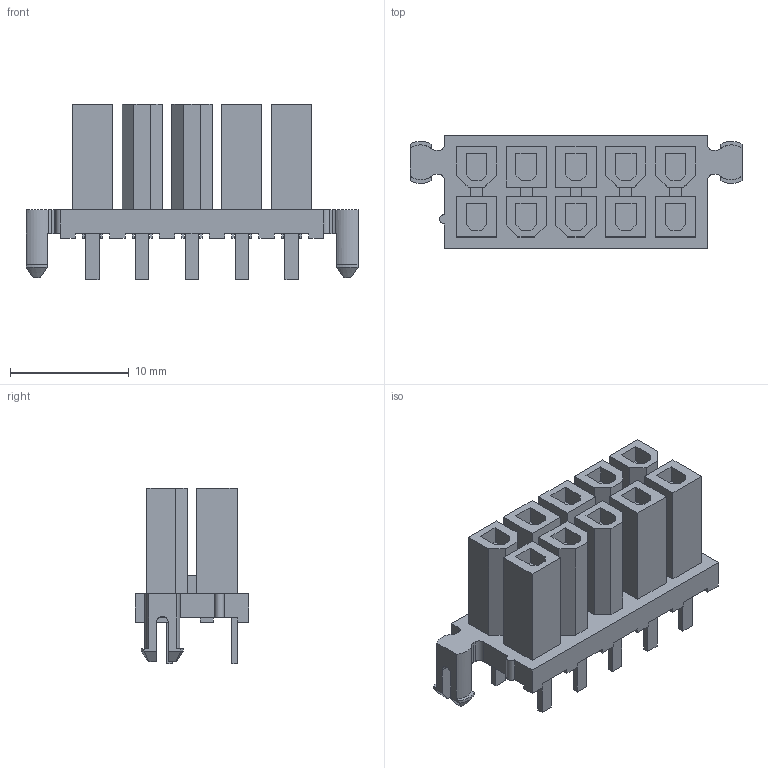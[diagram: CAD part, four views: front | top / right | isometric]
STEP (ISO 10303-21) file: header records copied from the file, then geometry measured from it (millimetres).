
FILE_DESCRIPTION((''),'2;1');
FILE_NAME('015247100','2016-08-26T',('rlalsangi'),(''),'PRO/ENGINEER BY PARAMETRIC TECHNOLOGY CORPORATION, 2012310','PRO/ENGINEER BY PARAMETRIC TECHNOLOGY CORPORATION, 2012310','');
FILE_SCHEMA(('CONFIG_CONTROL_DESIGN'));
Length unit declared in the file: millimetre
Products named in the file (1): 015247100
Bounding box: 28 x 9.6 x 14.83 mm (x, y, z)
Volume: 1456.2 mm3; surface area: 2128.4 mm2
Topology: 1 solids, 1 shells, 403 faces, 1082 edges, 728 vertices
Faces by surface type: plane 380, cylinder 19, cone 4
Entity records: 12417 total; most frequent: CARTESIAN_POINT 2218, ORIENTED_EDGE 2112, DIRECTION 1956, EDGE_CURVE 1056, VECTOR 1000, LINE 1000, VERTEX_POINT 700, AXIS2_PLACEMENT_3D 478
